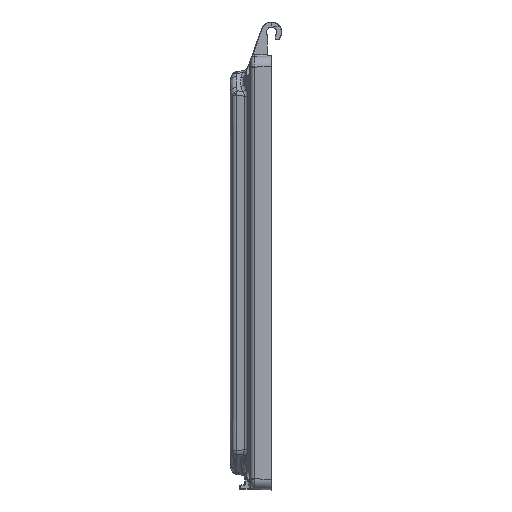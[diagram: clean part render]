
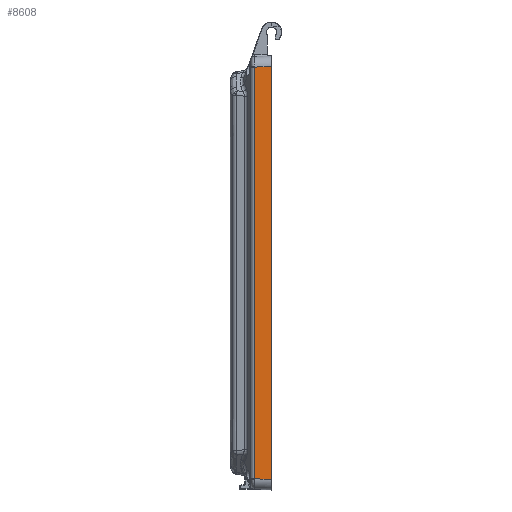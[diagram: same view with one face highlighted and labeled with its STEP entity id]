
A CAD part, left-side view. The second image highlights one B-rep face of the part: STEP entity #8608.
In plain terms, the highlighted planar face has unit normal (-1, 0.026, 0).
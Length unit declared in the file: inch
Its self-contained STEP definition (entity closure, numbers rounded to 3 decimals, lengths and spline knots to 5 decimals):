
#831 = VECTOR ( 'NONE', #43401, 39.37008 ) ;
#1253 = VECTOR ( 'NONE', #18929, 39.37008 ) ;
#1850 = EDGE_CURVE ( 'NONE', #40642, #3676, #33346, .T. ) ;
#1880 = EDGE_CURVE ( 'NONE', #3676, #40807, #30097, .T. ) ;
#3118 = AXIS2_PLACEMENT_3D ( 'NONE', #24514, #17762, #14273 ) ;
#3331 = PLANE ( 'NONE',  #3118 ) ;
#3676 = VERTEX_POINT ( 'NONE', #38969 ) ;
#4287 = LINE ( 'NONE', #22450, #831 ) ;
#4642 = ORIENTED_EDGE ( 'NONE', *, *, #6312, .T. ) ;
#4720 = DIRECTION ( 'NONE',  ( 0., 0., 1. ) ) ;
#5501 = CARTESIAN_POINT ( 'NONE',  ( -6.25723, 0.4111, -4.99732 ) ) ;
#6312 = EDGE_CURVE ( 'NONE', #40807, #34837, #4287, .T. ) ;
#6638 = CARTESIAN_POINT ( 'NONE',  ( -6.268, 0., 5.00809 ) ) ;
#8381 = VECTOR ( 'NONE', #4720, 39.37008 ) ;
#8608 = ADVANCED_FACE ( 'NONE', ( #27777 ), #3331, .T. ) ;
#9037 = ORIENTED_EDGE ( 'NONE', *, *, #1880, .T. ) ;
#10685 = EDGE_CURVE ( 'NONE', #40642, #34837, #36614, .T. ) ;
#14273 = DIRECTION ( 'NONE',  ( -0.026, -1., 0. ) ) ;
#15371 = VECTOR ( 'NONE', #44500, 39.37008 ) ;
#17762 = DIRECTION ( 'NONE',  ( -1., 0.026, 0. ) ) ;
#18929 = DIRECTION ( 'NONE',  ( 0., 0., 1. ) ) ;
#21328 = CARTESIAN_POINT ( 'NONE',  ( -6.25723, 0.4111, 5.03712 ) ) ;
#22450 = CARTESIAN_POINT ( 'NONE',  ( -6.268, 0., 5.00809 ) ) ;
#24514 = CARTESIAN_POINT ( 'NONE',  ( -6.268, 0., -6.48416 ) ) ;
#27777 = FACE_OUTER_BOUND ( 'NONE', #39990, .T. ) ;
#30097 = LINE ( 'NONE', #44057, #1253 ) ;
#33346 = LINE ( 'NONE', #40565, #15371 ) ;
#34837 = VERTEX_POINT ( 'NONE', #34891 ) ;
#34891 = CARTESIAN_POINT ( 'NONE',  ( -6.25723, 0.4111, 4.99732 ) ) ;
#36614 = LINE ( 'NONE', #21328, #8381 ) ;
#38969 = CARTESIAN_POINT ( 'NONE',  ( -6.268, 0., -5.00809 ) ) ;
#39990 = EDGE_LOOP ( 'NONE', ( #4642, #43339, #40138, #9037 ) ) ;
#40138 = ORIENTED_EDGE ( 'NONE', *, *, #1850, .T. ) ;
#40565 = CARTESIAN_POINT ( 'NONE',  ( -6.25723, 0.4111, -4.99732 ) ) ;
#40642 = VERTEX_POINT ( 'NONE', #5501 ) ;
#40807 = VERTEX_POINT ( 'NONE', #6638 ) ;
#43339 = ORIENTED_EDGE ( 'NONE', *, *, #10685, .F. ) ;
#43401 = DIRECTION ( 'NONE',  ( 0.026, 0.999, -0.026 ) ) ;
#44057 = CARTESIAN_POINT ( 'NONE',  ( -6.268, 0., -6.48416 ) ) ;
#44500 = DIRECTION ( 'NONE',  ( -0.026, -0.999, -0.026 ) ) ;
